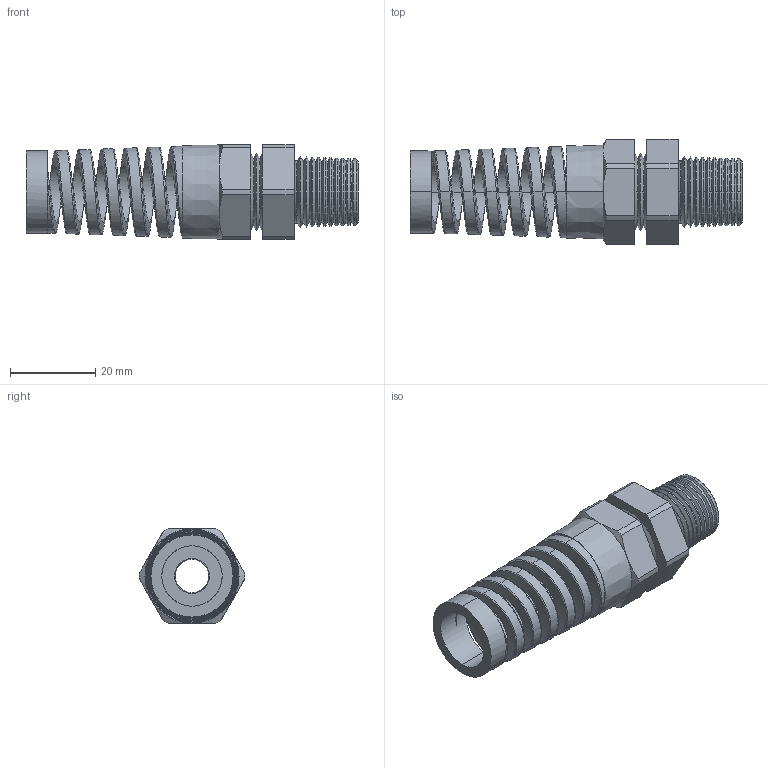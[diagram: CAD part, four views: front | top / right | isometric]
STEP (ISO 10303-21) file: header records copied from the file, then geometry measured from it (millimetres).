
FILE_DESCRIPTION (( 'STEP AP203' ), '1' );
FILE_NAME ('CF09NA-GY.STEP', '2008-06-18T16:39:51', ( 'BSI05' ), ( 'BAYSTATE' ), 'SwSTEP 2.0', 'SolidWorks 2007', '' );
FILE_SCHEMA (( 'CONFIG_CONTROL_DESIGN' ));
Length unit declared in the file: inch
Products named in the file (1): CF09NA-GY
Bounding box: 77.98 x 24.75 x 22.1 mm (x, y, z)
Volume: 14223.1 mm3; surface area: 9801.8 mm2
Topology: 1 solids, 1 shells, 158 faces, 368 edges, 215 vertices
Faces by surface type: cone 97, cylinder 34, plane 19, torus 4, bspline 4
Entity records: 11616 total; most frequent: CARTESIAN_POINT 8003, DIRECTION 748, ORIENTED_EDGE 736, EDGE_CURVE 368, AXIS2_PLACEMENT_3D 297, VERTEX_POINT 215, EDGE_LOOP 165, ADVANCED_FACE 158
